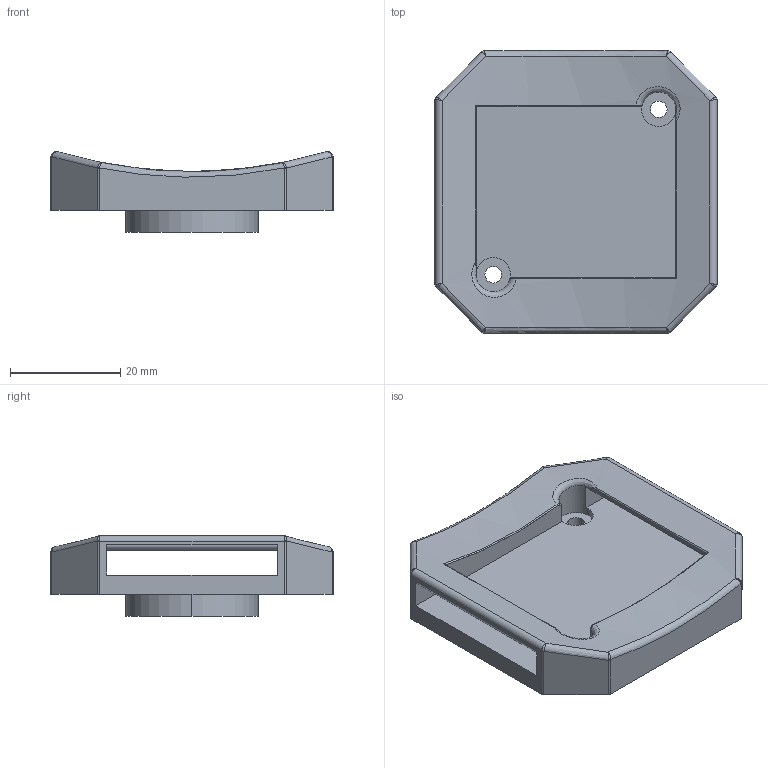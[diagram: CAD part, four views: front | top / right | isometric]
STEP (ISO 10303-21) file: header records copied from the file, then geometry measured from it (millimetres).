
FILE_DESCRIPTION (( 'STEP AP214' ), '1' );
FILE_NAME ('菁釱-堂湍.STEP', '2024-09-12T20:36:33', ( 'Windows 蚚誧' ), ( '' ), 'SwSTEP 2.0', 'SolidWorks 2022', '' );
FILE_SCHEMA (( 'AUTOMOTIVE_DESIGN' ));
Length unit declared in the file: millimetre
Products named in the file (1): 底座-绑带
Bounding box: 51.14 x 51.14 x 14.65 mm (x, y, z)
Volume: 15033.3 mm3; surface area: 8085 mm2
Topology: 1 solids, 1 shells, 82 faces, 216 edges, 128 vertices
Faces by surface type: bspline 31, cylinder 30, plane 21
Entity records: 3592 total; most frequent: CARTESIAN_POINT 1782, ORIENTED_EDGE 416, DIRECTION 312, EDGE_CURVE 208, VERTEX_POINT 128, AXIS2_PLACEMENT_3D 118, EDGE_LOOP 90, ADVANCED_FACE 82
